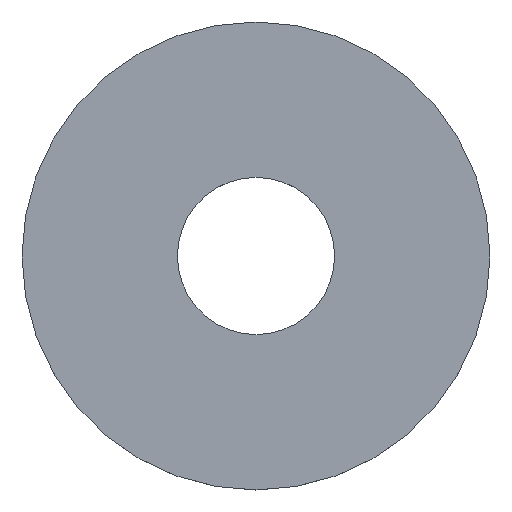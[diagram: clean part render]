
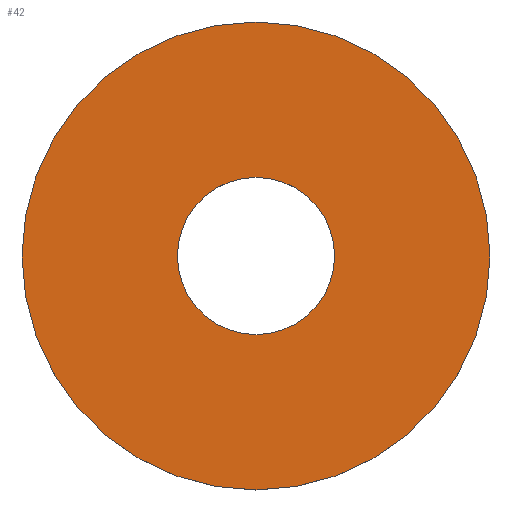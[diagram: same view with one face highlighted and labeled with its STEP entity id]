
A CAD part, top view. The second image highlights one B-rep face of the part: STEP entity #42.
In plain terms, the highlighted planar face has unit normal (0, 0, 1).
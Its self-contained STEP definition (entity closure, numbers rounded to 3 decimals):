
#2 = AXIS2_PLACEMENT_3D ( 'NONE', #128, #35, #120 ) ;
#7 = CARTESIAN_POINT ( 'NONE',  ( 12.5, 0., 1.25 ) ) ;
#16 = CARTESIAN_POINT ( 'NONE',  ( 0., 0., 1.25 ) ) ;
#20 = EDGE_CURVE ( 'NONE', #70, #70, #110, .T. ) ;
#27 = CIRCLE ( 'NONE', #2, 12.5 ) ;
#32 = EDGE_CURVE ( 'NONE', #121, #121, #27, .T. ) ;
#34 = EDGE_LOOP ( 'NONE', ( #68 ) ) ;
#35 = DIRECTION ( 'NONE',  ( 0., 0., 1. ) ) ;
#38 = AXIS2_PLACEMENT_3D ( 'NONE', #16, #47, #56 ) ;
#42 = ADVANCED_FACE ( 'NONE', ( #129, #59 ), #111, .T. ) ;
#47 = DIRECTION ( 'NONE',  ( 0., 0., 1. ) ) ;
#49 = EDGE_LOOP ( 'NONE', ( #80 ) ) ;
#50 = CARTESIAN_POINT ( 'NONE',  ( 0., 0., 1.25 ) ) ;
#56 = DIRECTION ( 'NONE',  ( 1., 0., 0. ) ) ;
#59 = FACE_BOUND ( 'NONE', #34, .T. ) ;
#67 = AXIS2_PLACEMENT_3D ( 'NONE', #50, #101, #125 ) ;
#68 = ORIENTED_EDGE ( 'NONE', *, *, #20, .F. ) ;
#70 = VERTEX_POINT ( 'NONE', #75 ) ;
#75 = CARTESIAN_POINT ( 'NONE',  ( 4.2, 0., 1.25 ) ) ;
#80 = ORIENTED_EDGE ( 'NONE', *, *, #32, .T. ) ;
#101 = DIRECTION ( 'NONE',  ( 0., 0., 1. ) ) ;
#110 = CIRCLE ( 'NONE', #38, 4.2 ) ;
#111 = PLANE ( 'NONE',  #67 ) ;
#120 = DIRECTION ( 'NONE',  ( 1., 0., 0. ) ) ;
#121 = VERTEX_POINT ( 'NONE', #7 ) ;
#125 = DIRECTION ( 'NONE',  ( 1., 0., 0. ) ) ;
#128 = CARTESIAN_POINT ( 'NONE',  ( 0., 0., 1.25 ) ) ;
#129 = FACE_OUTER_BOUND ( 'NONE', #49, .T. ) ;
